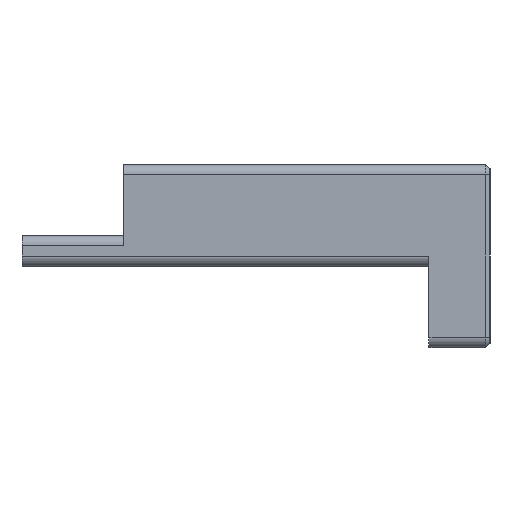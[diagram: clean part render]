
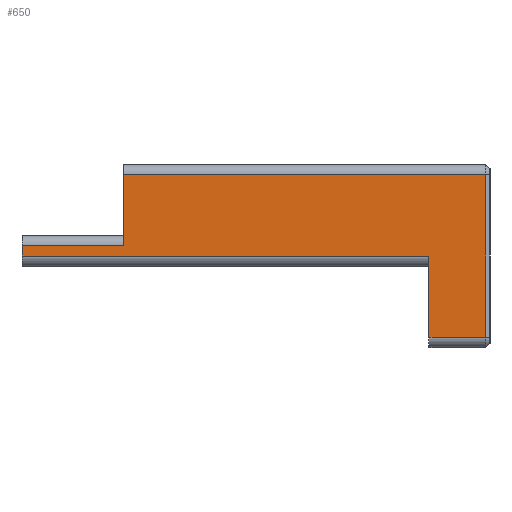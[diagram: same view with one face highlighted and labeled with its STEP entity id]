
A CAD part, left-side view. The second image highlights one B-rep face of the part: STEP entity #650.
In plain terms, the highlighted planar face has unit normal (-1, 0, 0).
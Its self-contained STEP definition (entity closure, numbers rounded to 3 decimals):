
#3 = DIRECTION ( 'NONE',  ( 0., -1., 0. ) ) ;
#6 = VECTOR ( 'NONE', #123, 1000. ) ;
#57 = CARTESIAN_POINT ( 'NONE',  ( -60., 10., 1. ) ) ;
#78 = ORIENTED_EDGE ( 'NONE', *, *, #103, .T. ) ;
#82 = EDGE_CURVE ( 'NONE', #1326, #1029, #438, .T. ) ;
#89 = EDGE_CURVE ( 'NONE', #128, #670, #880, .T. ) ;
#103 = EDGE_CURVE ( 'NONE', #1029, #128, #692, .T. ) ;
#123 = DIRECTION ( 'NONE',  ( 0., -1., 0. ) ) ;
#128 = VERTEX_POINT ( 'NONE', #825 ) ;
#134 = CARTESIAN_POINT ( 'NONE',  ( -60., -12.8, 4.5 ) ) ;
#141 = VECTOR ( 'NONE', #250, 1000. ) ;
#143 = VECTOR ( 'NONE', #1450, 1000. ) ;
#175 = CARTESIAN_POINT ( 'NONE',  ( -60., 5., 4.5 ) ) ;
#213 = VECTOR ( 'NONE', #1327, 1000. ) ;
#219 = CARTESIAN_POINT ( 'NONE',  ( -60., -12.8, -3.5 ) ) ;
#250 = DIRECTION ( 'NONE',  ( 0., 0., 1. ) ) ;
#267 = DIRECTION ( 'NONE',  ( 0., 1., 0. ) ) ;
#282 = FACE_OUTER_BOUND ( 'NONE', #551, .T. ) ;
#395 = EDGE_CURVE ( 'NONE', #1173, #1326, #428, .T. ) ;
#428 = LINE ( 'NONE', #762, #143 ) ;
#432 = CARTESIAN_POINT ( 'NONE',  ( -60., -10., -3.5 ) ) ;
#438 = LINE ( 'NONE', #665, #770 ) ;
#551 = EDGE_LOOP ( 'NONE', ( #1168, #78, #943, #1141, #811, #1089, #1244, #580 ) ) ;
#574 = CARTESIAN_POINT ( 'NONE',  ( -60., -10., 0.5 ) ) ;
#580 = ORIENTED_EDGE ( 'NONE', *, *, #395, .T. ) ;
#598 = DIRECTION ( 'NONE',  ( 0., 0., -1. ) ) ;
#621 = CARTESIAN_POINT ( 'NONE',  ( -60., 5., 1.5 ) ) ;
#650 = ADVANCED_FACE ( 'NONE', ( #282 ), #728, .F. ) ;
#662 = CARTESIAN_POINT ( 'NONE',  ( -60., 10., 1. ) ) ;
#665 = CARTESIAN_POINT ( 'NONE',  ( -60., -13., -3.5 ) ) ;
#670 = VERTEX_POINT ( 'NONE', #175 ) ;
#692 = LINE ( 'NONE', #134, #141 ) ;
#705 = LINE ( 'NONE', #930, #727 ) ;
#727 = VECTOR ( 'NONE', #598, 1000. ) ;
#728 = PLANE ( 'NONE',  #1429 ) ;
#747 = LINE ( 'NONE', #621, #870 ) ;
#762 = CARTESIAN_POINT ( 'NONE',  ( -60., -10., 125.037 ) ) ;
#770 = VECTOR ( 'NONE', #3, 1000. ) ;
#811 = ORIENTED_EDGE ( 'NONE', *, *, #1133, .T. ) ;
#812 = CARTESIAN_POINT ( 'NONE',  ( -60., -10., 0.5 ) ) ;
#825 = CARTESIAN_POINT ( 'NONE',  ( -60., -12.8, 4.5 ) ) ;
#870 = VECTOR ( 'NONE', #970, 1000. ) ;
#880 = LINE ( 'NONE', #895, #213 ) ;
#895 = CARTESIAN_POINT ( 'NONE',  ( -60., 5., 4.5 ) ) ;
#917 = LINE ( 'NONE', #57, #1010 ) ;
#930 = CARTESIAN_POINT ( 'NONE',  ( -60., 10., 5. ) ) ;
#943 = ORIENTED_EDGE ( 'NONE', *, *, #89, .T. ) ;
#947 = CARTESIAN_POINT ( 'NONE',  ( -60., -10., 5. ) ) ;
#970 = DIRECTION ( 'NONE',  ( 0., 0., 1. ) ) ;
#983 = CARTESIAN_POINT ( 'NONE',  ( -60., 10., 0.5 ) ) ;
#1010 = VECTOR ( 'NONE', #267, 1000. ) ;
#1029 = VERTEX_POINT ( 'NONE', #219 ) ;
#1051 = DIRECTION ( 'NONE',  ( 1., 0., 0. ) ) ;
#1064 = EDGE_CURVE ( 'NONE', #1279, #1173, #1218, .T. ) ;
#1071 = VERTEX_POINT ( 'NONE', #662 ) ;
#1089 = ORIENTED_EDGE ( 'NONE', *, *, #1130, .T. ) ;
#1130 = EDGE_CURVE ( 'NONE', #1071, #1279, #705, .T. ) ;
#1133 = EDGE_CURVE ( 'NONE', #1306, #1071, #917, .T. ) ;
#1141 = ORIENTED_EDGE ( 'NONE', *, *, #1268, .F. ) ;
#1168 = ORIENTED_EDGE ( 'NONE', *, *, #82, .T. ) ;
#1173 = VERTEX_POINT ( 'NONE', #812 ) ;
#1218 = LINE ( 'NONE', #574, #6 ) ;
#1244 = ORIENTED_EDGE ( 'NONE', *, *, #1064, .T. ) ;
#1268 = EDGE_CURVE ( 'NONE', #1306, #670, #747, .T. ) ;
#1279 = VERTEX_POINT ( 'NONE', #983 ) ;
#1295 = CARTESIAN_POINT ( 'NONE',  ( -60., 5., 1. ) ) ;
#1306 = VERTEX_POINT ( 'NONE', #1295 ) ;
#1326 = VERTEX_POINT ( 'NONE', #432 ) ;
#1327 = DIRECTION ( 'NONE',  ( 0., 1., 0. ) ) ;
#1368 = DIRECTION ( 'NONE',  ( 0., 0., -1. ) ) ;
#1429 = AXIS2_PLACEMENT_3D ( 'NONE', #947, #1051, #1368 ) ;
#1450 = DIRECTION ( 'NONE',  ( 0., 0., -1. ) ) ;
